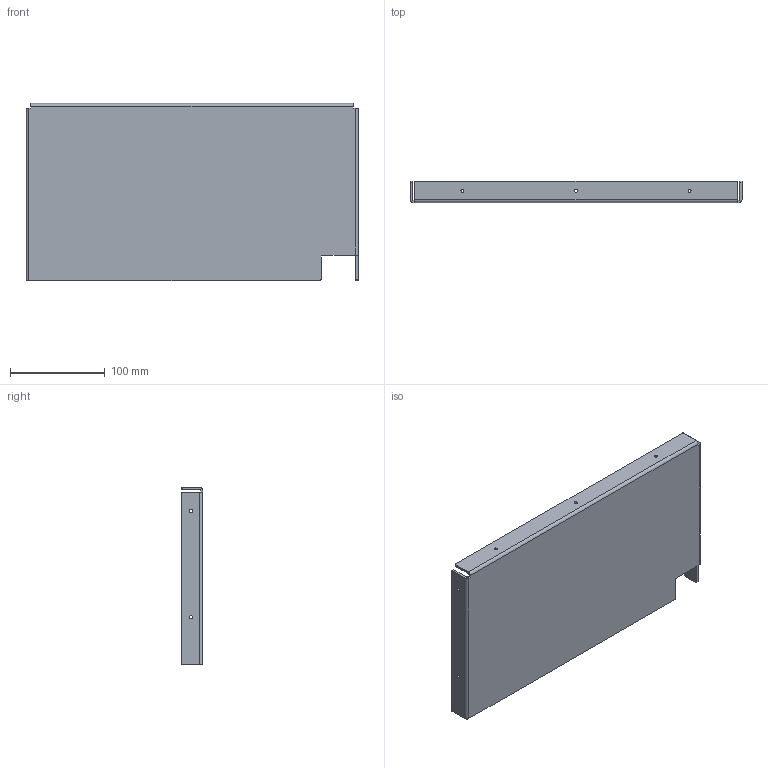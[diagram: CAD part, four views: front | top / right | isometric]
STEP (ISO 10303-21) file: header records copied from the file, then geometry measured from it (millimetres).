
FILE_DESCRIPTION (( 'STEP AP214' ), '1' );
FILE_NAME ('Segment Internal Wall.STEP', '2024-12-29T22:12:46', ( '' ), ( '' ), 'SwSTEP 2.0', 'SolidWorks 2024', '' );
FILE_SCHEMA (( 'AUTOMOTIVE_DESIGN' ));
Length unit declared in the file: millimetre
Products named in the file (1): Segment Internal Wall
Bounding box: 351 x 22.76 x 187.3 mm (x, y, z)
Volume: 179145.4 mm3; surface area: 159742.8 mm2
Topology: 1 solids, 1 shells, 52 faces, 146 edges, 96 vertices
Faces by surface type: cylinder 30, plane 22
Entity records: 1749 total; most frequent: DIRECTION 312, CARTESIAN_POINT 295, ORIENTED_EDGE 292, EDGE_CURVE 146, AXIS2_PLACEMENT_3D 113, VERTEX_POINT 96, LINE 86, VECTOR 86
